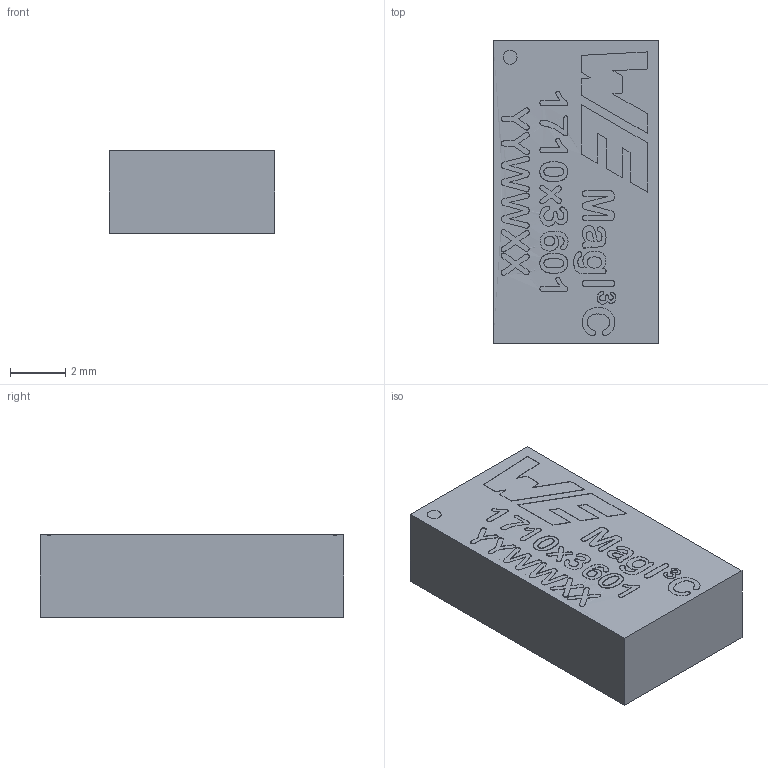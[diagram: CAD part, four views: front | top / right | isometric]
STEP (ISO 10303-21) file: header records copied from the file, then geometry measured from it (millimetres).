
FILE_DESCRIPTION(/* description */ ('Unknown'),/* implementation_level */ '2;1');
FILE_NAME(/* name */ 'U_Wurth_MagIC-VDLM-LGA-26EP',/* time_stamp */ '2025-04-18T14:05:04+08:00',/* author */ ('Unknown'),/* organization */ ('Unknown'),/* preprocessor_version */ 'ST-DEVELOPER v19.4',/* originating_system */ 'Solid Edge',/* authorisation */ 'Unknown');
FILE_SCHEMA (('AUTOMOTIVE_DESIGN {1 0 10303 214 3 1 1}'));
Length unit declared in the file: millimetre
Products named in the file (2): U_Wurth_MagIC-VDLM-LGA-26EP
Assembly tree (1 placements, depth 2):
  U_Wurth_MagIC-VDLM-LGA-26EP
    U_Wurth_MagIC-VDLM-LGA-26EP
Bounding box: 6 x 11 x 2.97 mm (x, y, z)
Volume: 195.9 mm3; surface area: 234.1 mm2
Topology: 1 solids, 1 shells, 1079 faces, 3154 edges, 2106 vertices
Faces by surface type: plane 905, cylinder 115, bspline 59
Full cylindrical faces by diameter (mm): 0.507 x1
Entity records: 43700 total; most frequent: CARTESIAN_POINT 7813, ORIENTED_EDGE 6306, DIRECTION 5211, EDGE_CURVE 3153, LINE 2759, VECTOR 2759, VERTEX_POINT 2106, AXIS2_PLACEMENT_3D 1226
